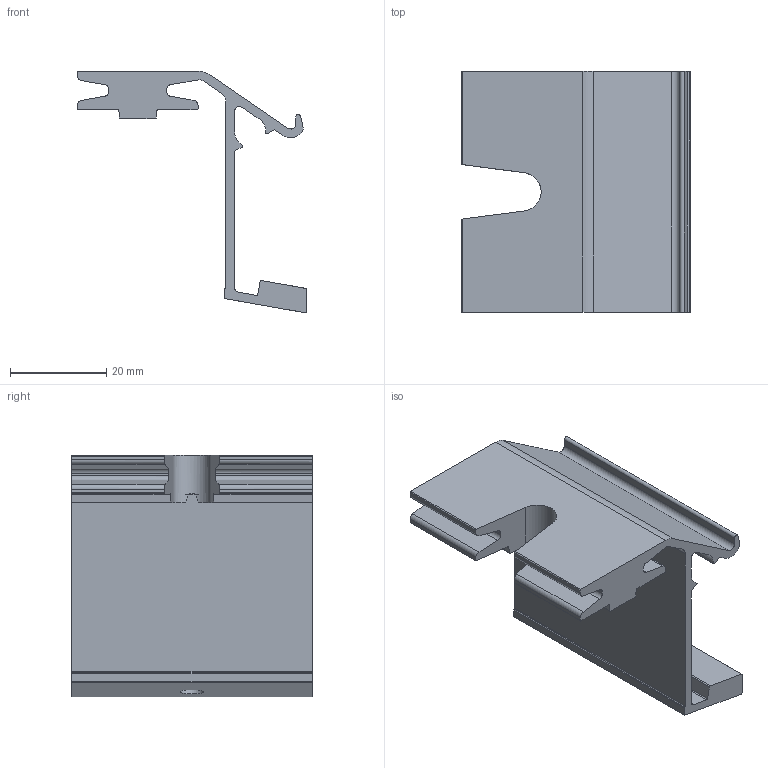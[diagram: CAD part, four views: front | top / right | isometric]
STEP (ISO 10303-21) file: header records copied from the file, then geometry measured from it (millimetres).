
FILE_DESCRIPTION(/* description */ ('Support bandeau fixation plafond WIN-SLIDE 2'),/* implementation_level */ '2;1');
FILE_NAME(/* name */ '11294A.stp',/* time_stamp */ '2023-10-30T15:02:55+01:00',/* author */ ('Giuliano'),/* organization */ (''),/* preprocessor_version */ 'ST-DEVELOPER v18.1',/* originating_system */ 'Autodesk Inventor 2021',/* authorisation */ '');
FILE_SCHEMA (('AUTOMOTIVE_DESIGN { 1 0 10303 214 3 1 1 }'));
Length unit declared in the file: millimetre
Products named in the file (1): 11294
Bounding box: 47.5 x 50 x 50.16 mm (x, y, z)
Volume: 16934.1 mm3; surface area: 13729.9 mm2
Topology: 1 solids, 1 shells, 89 faces, 261 edges, 174 vertices
Faces by surface type: plane 45, cylinder 44
Full cylindrical faces by diameter (mm): 5 x1
Entity records: 3062 total; most frequent: CARTESIAN_POINT 564, DIRECTION 527, ORIENTED_EDGE 522, EDGE_CURVE 261, AXIS2_PLACEMENT_3D 179, VERTEX_POINT 174, LINE 169, VECTOR 169
